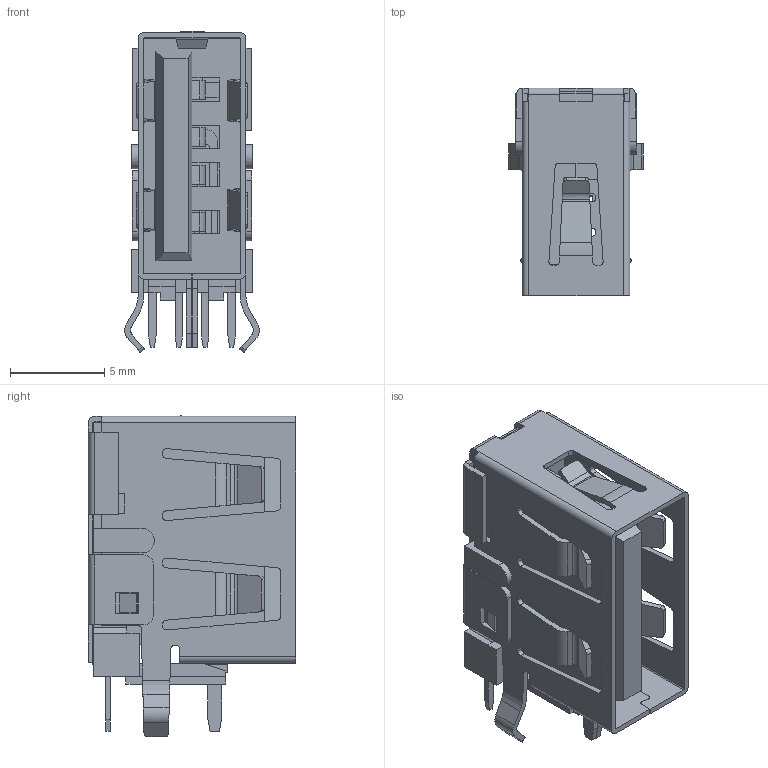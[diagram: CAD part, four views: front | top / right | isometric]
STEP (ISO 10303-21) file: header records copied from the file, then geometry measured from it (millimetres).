
FILE_DESCRIPTION(('STEP AP242'),'1');
FILE_NAME('614004184726.stp','2022-02-25T21:59:41',('TraceParts'),('TraceParts S.A.'),'Spatial InterOp 3D',' ',' ');
FILE_SCHEMA(('AP242_MANAGED_MODEL_BASED_3D_ENGINEERING_MIM_LF {1 0 10303 442 1 1 4}'));
Length unit declared in the file: millimetre
Products named in the file (1): 614004184726_1
Bounding box: 7.12 x 11 x 17.04 mm (x, y, z)
Volume: 355.6 mm3; surface area: 1924.1 mm2
Topology: 7 solids, 7 shells, 747 faces, 2160 edges, 1418 vertices
Faces by surface type: plane 549, cylinder 198
Entity records: 26286 total; most frequent: CARTESIAN_POINT 4332, ORIENTED_EDGE 4320, DIRECTION 4064, EDGE_CURVE 2160, LINE 1764, VECTOR 1764, VERTEX_POINT 1418, AXIS2_PLACEMENT_3D 1150
